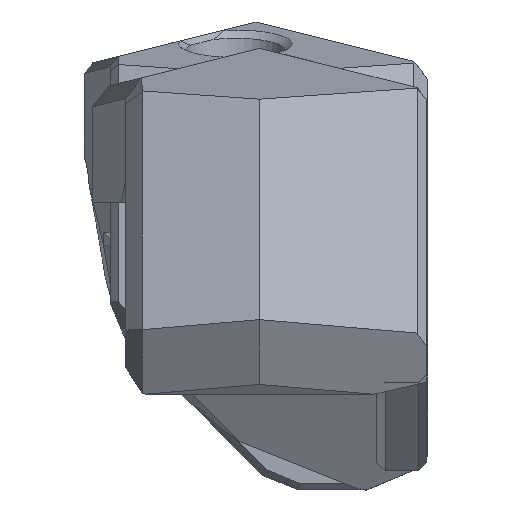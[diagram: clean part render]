
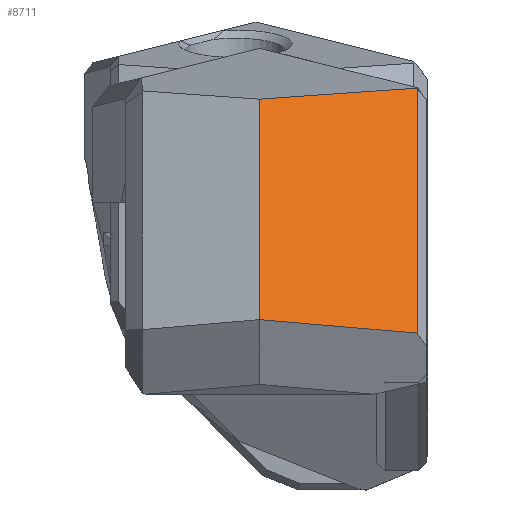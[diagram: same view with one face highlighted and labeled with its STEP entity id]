
A CAD part, left-side view. The second image highlights one B-rep face of the part: STEP entity #8711.
In plain terms, the highlighted planar face has unit normal (-0.912, -0.242, 0.332).
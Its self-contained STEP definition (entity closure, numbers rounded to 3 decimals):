
#472=FACE_OUTER_BOUND('',#962,.T.);
#962=EDGE_LOOP('',(#6363,#6364,#6365,#6366));
#1367=LINE('',#12089,#2474);
#1684=LINE('',#12762,#2791);
#1686=LINE('',#12766,#2793);
#1689=LINE('',#12771,#2796);
#2474=VECTOR('',#9732,10.);
#2791=VECTOR('',#10353,10.);
#2793=VECTOR('',#10357,10.);
#2796=VECTOR('',#10362,10.);
#3574=VERTEX_POINT('',#12086);
#3575=VERTEX_POINT('',#12088);
#3779=VERTEX_POINT('',#12761);
#3780=VERTEX_POINT('',#12765);
#4382=EDGE_CURVE('',#3575,#3574,#1367,.T.);
#4719=EDGE_CURVE('',#3575,#3779,#1684,.T.);
#4721=EDGE_CURVE('',#3779,#3780,#1686,.T.);
#4724=EDGE_CURVE('',#3780,#3574,#1689,.T.);
#6363=ORIENTED_EDGE('',*,*,#4724,.F.);
#6364=ORIENTED_EDGE('',*,*,#4721,.F.);
#6365=ORIENTED_EDGE('',*,*,#4719,.F.);
#6366=ORIENTED_EDGE('',*,*,#4382,.T.);
#8295=PLANE('',#9222);
#8711=ADVANCED_FACE('',(#472),#8295,.T.);
#9222=AXIS2_PLACEMENT_3D('',#12770,#10360,#10361);
#9732=DIRECTION('',(-0.279,0.958,-0.067));
#10353=DIRECTION('',(-0.342,0.,-0.94));
#10357=DIRECTION('',(-0.228,0.97,0.083));
#10360=DIRECTION('center_axis',(-0.912,-0.243,0.332));
#10361=DIRECTION('ref_axis',(0.228,-0.97,-0.083));
#10362=DIRECTION('',(0.342,0.,0.94));
#12086=CARTESIAN_POINT('',(-29.423,-0.25,3.649));
#12088=CARTESIAN_POINT('',(-26.677,-9.668,4.311));
#12089=CARTESIAN_POINT('',(-29.551,0.189,3.618));
#12761=CARTESIAN_POINT('',(-32.011,-9.668,-10.344));
#12762=CARTESIAN_POINT('',(-29.906,-9.668,-4.562));
#12765=CARTESIAN_POINT('',(-34.223,-0.25,-9.538));
#12766=CARTESIAN_POINT('',(-33.393,-3.781,-9.84));
#12770=CARTESIAN_POINT('Origin',(-35.249,-0.25,-12.357));
#12771=CARTESIAN_POINT('',(-35.249,-0.25,-12.357));
